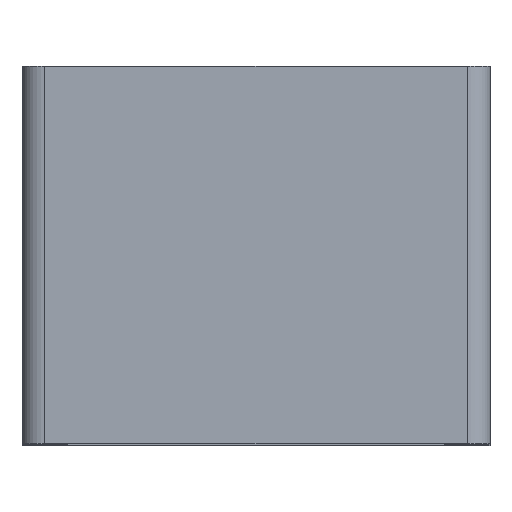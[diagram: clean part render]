
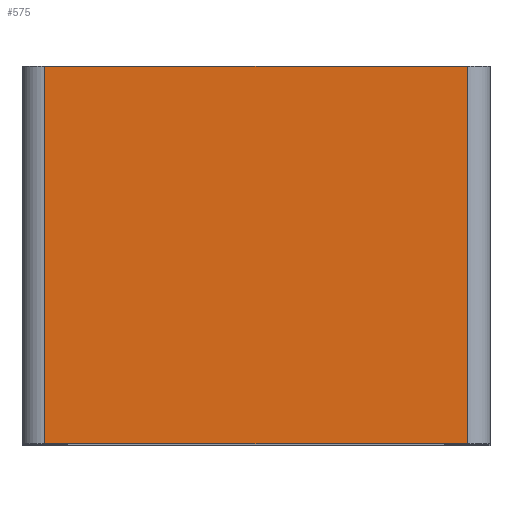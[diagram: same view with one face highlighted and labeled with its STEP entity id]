
A CAD part, top view. The second image highlights one B-rep face of the part: STEP entity #575.
In plain terms, the highlighted planar face has unit normal (0, 0, 1).
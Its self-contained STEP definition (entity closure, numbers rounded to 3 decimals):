
#60=LINE('',#900,#128);
#61=LINE('',#903,#129);
#62=LINE('',#905,#130);
#63=LINE('',#907,#131);
#128=VECTOR('',#717,1000.);
#129=VECTOR('',#718,1000.);
#130=VECTOR('',#719,1000.);
#131=VECTOR('',#720,1000.);
#206=ORIENTED_EDGE('',*,*,#370,.F.);
#207=ORIENTED_EDGE('',*,*,#371,.T.);
#208=ORIENTED_EDGE('',*,*,#372,.T.);
#209=ORIENTED_EDGE('',*,*,#373,.T.);
#370=EDGE_CURVE('',#450,#451,#60,.T.);
#371=EDGE_CURVE('',#450,#452,#61,.T.);
#372=EDGE_CURVE('',#452,#453,#62,.T.);
#373=EDGE_CURVE('',#453,#451,#63,.F.);
#450=VERTEX_POINT('',#901);
#451=VERTEX_POINT('',#902);
#452=VERTEX_POINT('',#904);
#453=VERTEX_POINT('',#906);
#493=EDGE_LOOP('',(#206,#207,#208,#209));
#523=FACE_BOUND('',#493,.T.);
#553=PLANE('',#624);
#575=ADVANCED_FACE('',(#523),#553,.F.);
#624=AXIS2_PLACEMENT_3D('',#899,#715,#716);
#715=DIRECTION('',(0.,0.,-1.));
#716=DIRECTION('',(-1.,0.,0.));
#717=DIRECTION('',(1.,0.,0.));
#718=DIRECTION('',(0.,-1.,0.));
#719=DIRECTION('',(1.,0.,0.));
#720=DIRECTION('',(0.,-1.,0.));
#899=CARTESIAN_POINT('',(-10.3,16.6,26.37));
#900=CARTESIAN_POINT('',(-10.3,16.6,26.37));
#901=CARTESIAN_POINT('',(-9.3,16.6,26.37));
#902=CARTESIAN_POINT('',(9.3,16.6,26.37));
#903=CARTESIAN_POINT('',(-9.3,16.6,26.37));
#904=CARTESIAN_POINT('',(-9.3,0.,26.37));
#905=CARTESIAN_POINT('',(-10.3,0.,26.37));
#906=CARTESIAN_POINT('',(9.3,0.,26.37));
#907=CARTESIAN_POINT('',(9.3,16.6,26.37));
